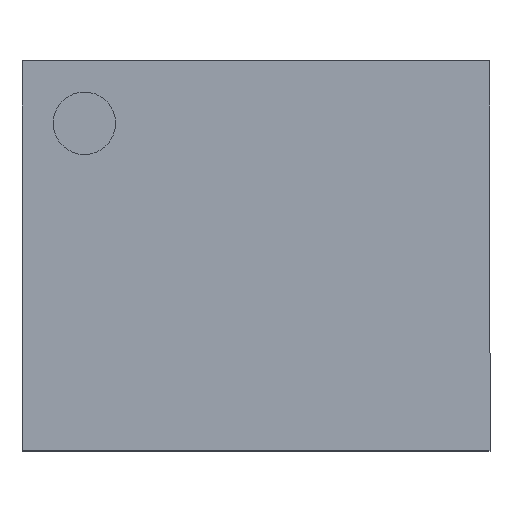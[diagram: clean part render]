
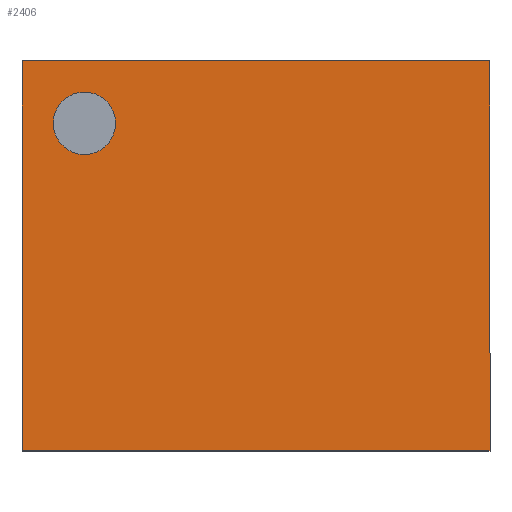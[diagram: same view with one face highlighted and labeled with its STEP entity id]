
A CAD part, top view. The second image highlights one B-rep face of the part: STEP entity #2406.
In plain terms, the highlighted planar face has unit normal (0, 0, 1).
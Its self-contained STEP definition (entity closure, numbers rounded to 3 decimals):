
#206 = VECTOR ( 'NONE', #3092, 1000. ) ;
#220 = VERTEX_POINT ( 'NONE', #1159 ) ;
#291 = EDGE_CURVE ( 'NONE', #1890, #2626, #921, .T. ) ;
#303 = ORIENTED_EDGE ( 'NONE', *, *, #3176, .F. ) ;
#359 = AXIS2_PLACEMENT_3D ( 'NONE', #1709, #2201, #2755 ) ;
#425 = VECTOR ( 'NONE', #1642, 1000. ) ;
#463 = LINE ( 'NONE', #1469, #2717 ) ;
#478 = CIRCLE ( 'NONE', #841, 0.2 ) ;
#585 = CARTESIAN_POINT ( 'NONE',  ( -1.5, 1.25, 0.8 ) ) ;
#622 = CARTESIAN_POINT ( 'NONE',  ( -1.5, 1.25, 0.8 ) ) ;
#662 = DIRECTION ( 'NONE',  ( 0., 0., 1. ) ) ;
#708 = PLANE ( 'NONE',  #359 ) ;
#841 = AXIS2_PLACEMENT_3D ( 'NONE', #2999, #3242, #1463 ) ;
#855 = DIRECTION ( 'NONE',  ( 0., 1., 0. ) ) ;
#896 = VERTEX_POINT ( 'NONE', #1767 ) ;
#921 = LINE ( 'NONE', #622, #425 ) ;
#924 = DIRECTION ( 'NONE',  ( 1., 0., 0. ) ) ;
#943 = FACE_BOUND ( 'NONE', #1301, .T. ) ;
#1047 = EDGE_CURVE ( 'NONE', #2626, #220, #2601, .T. ) ;
#1124 = EDGE_LOOP ( 'NONE', ( #1569, #1359, #1712, #1787 ) ) ;
#1147 = EDGE_CURVE ( 'NONE', #2038, #896, #3143, .T. ) ;
#1159 = CARTESIAN_POINT ( 'NONE',  ( -1.5, -1.25, 0.8 ) ) ;
#1176 = EDGE_CURVE ( 'NONE', #3058, #1890, #2647, .T. ) ;
#1301 = EDGE_LOOP ( 'NONE', ( #2080, #303 ) ) ;
#1359 = ORIENTED_EDGE ( 'NONE', *, *, #291, .T. ) ;
#1407 = CARTESIAN_POINT ( 'NONE',  ( 1.5, 1.25, 0.8 ) ) ;
#1463 = DIRECTION ( 'NONE',  ( 1., 0., 0. ) ) ;
#1469 = CARTESIAN_POINT ( 'NONE',  ( -1.5, -1.25, 0.8 ) ) ;
#1569 = ORIENTED_EDGE ( 'NONE', *, *, #1176, .T. ) ;
#1595 = VECTOR ( 'NONE', #855, 1000. ) ;
#1642 = DIRECTION ( 'NONE',  ( -1., 0., 0. ) ) ;
#1709 = CARTESIAN_POINT ( 'NONE',  ( 0., 0., 0.8 ) ) ;
#1712 = ORIENTED_EDGE ( 'NONE', *, *, #1047, .T. ) ;
#1767 = CARTESIAN_POINT ( 'NONE',  ( -1.3, 0.85, 0.8 ) ) ;
#1787 = ORIENTED_EDGE ( 'NONE', *, *, #2410, .T. ) ;
#1890 = VERTEX_POINT ( 'NONE', #2648 ) ;
#2038 = VERTEX_POINT ( 'NONE', #2562 ) ;
#2080 = ORIENTED_EDGE ( 'NONE', *, *, #1147, .F. ) ;
#2201 = DIRECTION ( 'NONE',  ( 0., 0., 1. ) ) ;
#2218 = FACE_OUTER_BOUND ( 'NONE', #1124, .T. ) ;
#2403 = AXIS2_PLACEMENT_3D ( 'NONE', #2465, #662, #924 ) ;
#2406 = ADVANCED_FACE ( 'NONE', ( #943, #2218 ), #708, .T. ) ;
#2410 = EDGE_CURVE ( 'NONE', #220, #3058, #463, .T. ) ;
#2444 = CARTESIAN_POINT ( 'NONE',  ( -1.5, 1.25, 0.8 ) ) ;
#2465 = CARTESIAN_POINT ( 'NONE',  ( -1.1, 0.85, 0.8 ) ) ;
#2562 = CARTESIAN_POINT ( 'NONE',  ( -0.9, 0.85, 0.8 ) ) ;
#2601 = LINE ( 'NONE', #585, #206 ) ;
#2623 = CARTESIAN_POINT ( 'NONE',  ( 1.5, -1.25, 0.8 ) ) ;
#2626 = VERTEX_POINT ( 'NONE', #2444 ) ;
#2647 = LINE ( 'NONE', #1407, #1595 ) ;
#2648 = CARTESIAN_POINT ( 'NONE',  ( 1.5, 1.25, 0.8 ) ) ;
#2717 = VECTOR ( 'NONE', #2985, 1000. ) ;
#2755 = DIRECTION ( 'NONE',  ( 1., 0., 0. ) ) ;
#2985 = DIRECTION ( 'NONE',  ( 1., 0., 0. ) ) ;
#2999 = CARTESIAN_POINT ( 'NONE',  ( -1.1, 0.85, 0.8 ) ) ;
#3058 = VERTEX_POINT ( 'NONE', #2623 ) ;
#3092 = DIRECTION ( 'NONE',  ( 0., -1., 0. ) ) ;
#3143 = CIRCLE ( 'NONE', #2403, 0.2 ) ;
#3176 = EDGE_CURVE ( 'NONE', #896, #2038, #478, .T. ) ;
#3242 = DIRECTION ( 'NONE',  ( 0., 0., 1. ) ) ;
